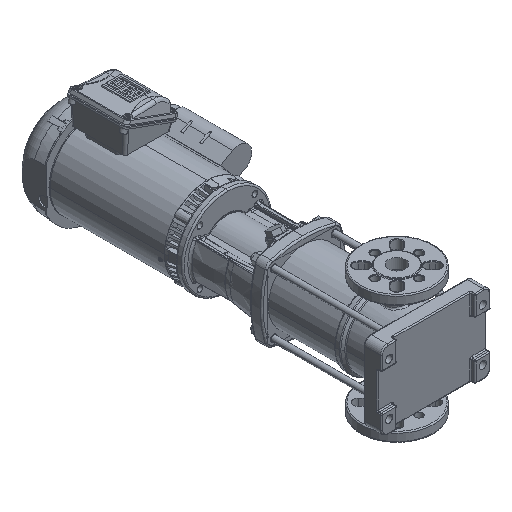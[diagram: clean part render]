
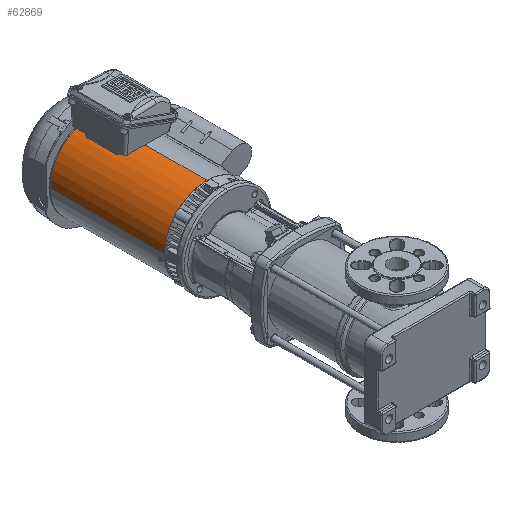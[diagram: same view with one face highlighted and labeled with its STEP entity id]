
A CAD part, isometric view. The second image highlights one B-rep face of the part: STEP entity #62869.
In plain terms, the highlighted cylindrical face has radius 81.875 mm (diameter 163.75 mm), a partial arc.
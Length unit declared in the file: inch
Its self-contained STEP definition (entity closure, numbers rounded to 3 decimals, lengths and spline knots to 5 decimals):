
#3452 = DIRECTION ( 'NONE',  ( -1., 0., 0. ) ) ;
#4516 = EDGE_CURVE ( 'NONE', #22367, #57702, #16431, .T. ) ;
#11409 = CARTESIAN_POINT ( 'NONE',  ( 21.79335, 0., 3.22343 ) ) ;
#16431 = CIRCLE ( 'NONE', #92678, 3.22343 ) ;
#16591 = ORIENTED_EDGE ( 'NONE', *, *, #73358, .T. ) ;
#19658 = CARTESIAN_POINT ( 'NONE',  ( -8.66142, -3.22343, 0.00056 ) ) ;
#20794 = DIRECTION ( 'NONE',  ( 1., 0., 0. ) ) ;
#22367 = VERTEX_POINT ( 'NONE', #90572 ) ;
#24276 = DIRECTION ( 'NONE',  ( 0., 0., -1. ) ) ;
#25242 = VERTEX_POINT ( 'NONE', #94861 ) ;
#25681 = AXIS2_PLACEMENT_3D ( 'NONE', #100614, #27860, #102217 ) ;
#27860 = DIRECTION ( 'NONE',  ( -1., 0., 0. ) ) ;
#32422 = CARTESIAN_POINT ( 'NONE',  ( 0., 0., 0. ) ) ;
#34382 = CYLINDRICAL_SURFACE ( 'NONE', #25681, 3.22343 ) ;
#36399 = DIRECTION ( 'NONE',  ( -1., 0., 0. ) ) ;
#43993 = LINE ( 'NONE', #11409, #92739 ) ;
#44618 = ORIENTED_EDGE ( 'NONE', *, *, #97921, .F. ) ;
#53485 = EDGE_LOOP ( 'NONE', ( #16591, #59705, #95195, #44618 ) ) ;
#53880 = DIRECTION ( 'NONE',  ( 0., 0., 1. ) ) ;
#57702 = VERTEX_POINT ( 'NONE', #19658 ) ;
#59061 = VERTEX_POINT ( 'NONE', #63019 ) ;
#59705 = ORIENTED_EDGE ( 'NONE', *, *, #84924, .T. ) ;
#59795 = VECTOR ( 'NONE', #3452, 39.37008 ) ;
#61003 = LINE ( 'NONE', #101734, #59795 ) ;
#62869 = ADVANCED_FACE ( 'NONE', ( #75604 ), #34382, .T. ) ;
#63019 = CARTESIAN_POINT ( 'NONE',  ( 0., -3.22343, 0.00056 ) ) ;
#64966 = DIRECTION ( 'NONE',  ( -1., 0., 0. ) ) ;
#73358 = EDGE_CURVE ( 'NONE', #59061, #25242, #98735, .T. ) ;
#75604 = FACE_OUTER_BOUND ( 'NONE', #53485, .T. ) ;
#84924 = EDGE_CURVE ( 'NONE', #25242, #22367, #43993, .T. ) ;
#86447 = CARTESIAN_POINT ( 'NONE',  ( -8.66142, 0., 0. ) ) ;
#90572 = CARTESIAN_POINT ( 'NONE',  ( -8.66142, 0., 3.22343 ) ) ;
#92678 = AXIS2_PLACEMENT_3D ( 'NONE', #86447, #20794, #53880 ) ;
#92739 = VECTOR ( 'NONE', #36399, 39.37008 ) ;
#93544 = AXIS2_PLACEMENT_3D ( 'NONE', #32422, #64966, #24276 ) ;
#94861 = CARTESIAN_POINT ( 'NONE',  ( 0., 0., 3.22343 ) ) ;
#95195 = ORIENTED_EDGE ( 'NONE', *, *, #4516, .T. ) ;
#97921 = EDGE_CURVE ( 'NONE', #59061, #57702, #61003, .T. ) ;
#98735 = CIRCLE ( 'NONE', #93544, 3.22343 ) ;
#100614 = CARTESIAN_POINT ( 'NONE',  ( 21.79335, 0., 0. ) ) ;
#101734 = CARTESIAN_POINT ( 'NONE',  ( 21.79335, -3.22343, 0.00056 ) ) ;
#102217 = DIRECTION ( 'NONE',  ( 0., 0., 1. ) ) ;
